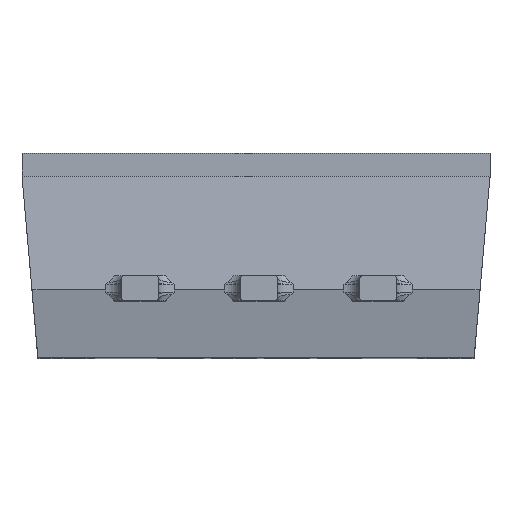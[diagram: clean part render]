
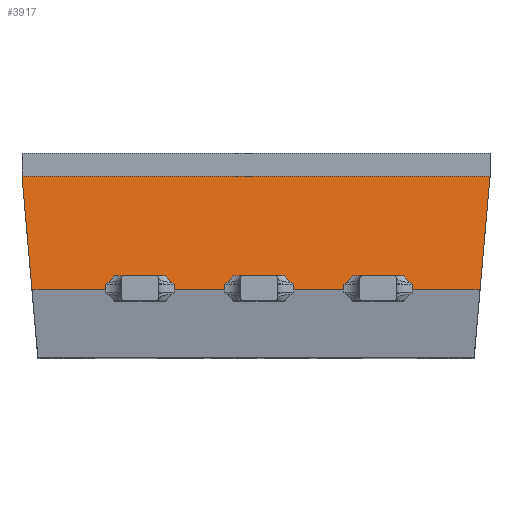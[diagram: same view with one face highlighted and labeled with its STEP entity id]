
A CAD part, top view. The second image highlights one B-rep face of the part: STEP entity #3917.
In plain terms, the highlighted planar face has unit normal (0, 0.119, 0.993).
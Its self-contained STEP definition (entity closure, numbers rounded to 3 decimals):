
#391=PLANE('',#4116);
#561=FACE_OUTER_BOUND('',#790,.T.);
#790=EDGE_LOOP('',(#3323,#3324,#3325,#3326,#3327,#3328,#3329,#3330,#3331,
#3332,#3333,#3334,#3335,#3336,#3337,#3338,#3339,#3340,#3341,#3342,#3343,
#3344));
#1065=LINE('',#7103,#1396);
#1080=LINE('',#7142,#1411);
#1093=LINE('',#7176,#1424);
#1094=LINE('',#7178,#1425);
#1095=LINE('',#7180,#1426);
#1096=LINE('',#7182,#1427);
#1097=LINE('',#7184,#1428);
#1098=LINE('',#7186,#1429);
#1099=LINE('',#7188,#1430);
#1100=LINE('',#7190,#1431);
#1101=LINE('',#7192,#1432);
#1102=LINE('',#7194,#1433);
#1103=LINE('',#7196,#1434);
#1104=LINE('',#7198,#1435);
#1105=LINE('',#7200,#1436);
#1106=LINE('',#7202,#1437);
#1107=LINE('',#7204,#1438);
#1108=LINE('',#7206,#1439);
#1109=LINE('',#7208,#1440);
#1110=LINE('',#7210,#1441);
#1111=LINE('',#7212,#1442);
#1112=LINE('',#7213,#1443);
#1396=VECTOR('',#4554,10.);
#1411=VECTOR('',#4591,10.);
#1424=VECTOR('',#4626,10.);
#1425=VECTOR('',#4627,10.);
#1426=VECTOR('',#4628,10.);
#1427=VECTOR('',#4629,10.);
#1428=VECTOR('',#4630,10.);
#1429=VECTOR('',#4631,10.);
#1430=VECTOR('',#4632,10.);
#1431=VECTOR('',#4633,10.);
#1432=VECTOR('',#4634,10.);
#1433=VECTOR('',#4635,10.);
#1434=VECTOR('',#4636,10.);
#1435=VECTOR('',#4637,10.);
#1436=VECTOR('',#4638,10.);
#1437=VECTOR('',#4639,10.);
#1438=VECTOR('',#4640,10.);
#1439=VECTOR('',#4641,10.);
#1440=VECTOR('',#4642,10.);
#1441=VECTOR('',#4643,10.);
#1442=VECTOR('',#4644,10.);
#1443=VECTOR('',#4645,10.);
#1884=VERTEX_POINT('',#7100);
#1885=VERTEX_POINT('',#7102);
#1897=VERTEX_POINT('',#7139);
#1898=VERTEX_POINT('',#7141);
#1909=VERTEX_POINT('',#7177);
#1910=VERTEX_POINT('',#7179);
#1911=VERTEX_POINT('',#7181);
#1912=VERTEX_POINT('',#7183);
#1913=VERTEX_POINT('',#7185);
#1914=VERTEX_POINT('',#7187);
#1915=VERTEX_POINT('',#7189);
#1916=VERTEX_POINT('',#7191);
#1917=VERTEX_POINT('',#7193);
#1918=VERTEX_POINT('',#7195);
#1919=VERTEX_POINT('',#7197);
#1920=VERTEX_POINT('',#7199);
#1921=VERTEX_POINT('',#7201);
#1922=VERTEX_POINT('',#7203);
#1923=VERTEX_POINT('',#7205);
#1924=VERTEX_POINT('',#7207);
#1925=VERTEX_POINT('',#7209);
#1926=VERTEX_POINT('',#7211);
#2370=EDGE_CURVE('',#1885,#1884,#1065,.T.);
#2390=EDGE_CURVE('',#1898,#1897,#1080,.T.);
#2408=EDGE_CURVE('',#1885,#1897,#1093,.T.);
#2409=EDGE_CURVE('',#1884,#1909,#1094,.T.);
#2410=EDGE_CURVE('',#1910,#1909,#1095,.T.);
#2411=EDGE_CURVE('',#1911,#1910,#1096,.T.);
#2412=EDGE_CURVE('',#1912,#1911,#1097,.T.);
#2413=EDGE_CURVE('',#1913,#1912,#1098,.T.);
#2414=EDGE_CURVE('',#1914,#1913,#1099,.T.);
#2415=EDGE_CURVE('',#1914,#1915,#1100,.T.);
#2416=EDGE_CURVE('',#1916,#1915,#1101,.T.);
#2417=EDGE_CURVE('',#1917,#1916,#1102,.T.);
#2418=EDGE_CURVE('',#1918,#1917,#1103,.T.);
#2419=EDGE_CURVE('',#1919,#1918,#1104,.T.);
#2420=EDGE_CURVE('',#1920,#1919,#1105,.T.);
#2421=EDGE_CURVE('',#1920,#1921,#1106,.T.);
#2422=EDGE_CURVE('',#1922,#1921,#1107,.T.);
#2423=EDGE_CURVE('',#1923,#1922,#1108,.T.);
#2424=EDGE_CURVE('',#1924,#1923,#1109,.T.);
#2425=EDGE_CURVE('',#1925,#1924,#1110,.T.);
#2426=EDGE_CURVE('',#1926,#1925,#1111,.T.);
#2427=EDGE_CURVE('',#1926,#1898,#1112,.T.);
#3323=ORIENTED_EDGE('',*,*,#2390,.T.);
#3324=ORIENTED_EDGE('',*,*,#2408,.F.);
#3325=ORIENTED_EDGE('',*,*,#2370,.T.);
#3326=ORIENTED_EDGE('',*,*,#2409,.T.);
#3327=ORIENTED_EDGE('',*,*,#2410,.F.);
#3328=ORIENTED_EDGE('',*,*,#2411,.F.);
#3329=ORIENTED_EDGE('',*,*,#2412,.F.);
#3330=ORIENTED_EDGE('',*,*,#2413,.F.);
#3331=ORIENTED_EDGE('',*,*,#2414,.F.);
#3332=ORIENTED_EDGE('',*,*,#2415,.T.);
#3333=ORIENTED_EDGE('',*,*,#2416,.F.);
#3334=ORIENTED_EDGE('',*,*,#2417,.F.);
#3335=ORIENTED_EDGE('',*,*,#2418,.F.);
#3336=ORIENTED_EDGE('',*,*,#2419,.F.);
#3337=ORIENTED_EDGE('',*,*,#2420,.F.);
#3338=ORIENTED_EDGE('',*,*,#2421,.T.);
#3339=ORIENTED_EDGE('',*,*,#2422,.F.);
#3340=ORIENTED_EDGE('',*,*,#2423,.F.);
#3341=ORIENTED_EDGE('',*,*,#2424,.F.);
#3342=ORIENTED_EDGE('',*,*,#2425,.F.);
#3343=ORIENTED_EDGE('',*,*,#2426,.F.);
#3344=ORIENTED_EDGE('',*,*,#2427,.T.);
#3917=ADVANCED_FACE('',(#561),#391,.T.);
#4116=AXIS2_PLACEMENT_3D('',#7175,#4624,#4625);
#4554=DIRECTION('',(0.087,-0.989,0.119));
#4591=DIRECTION('',(0.087,0.989,-0.119));
#4624=DIRECTION('center_axis',(0.,0.119,0.993));
#4625=DIRECTION('ref_axis',(0.,0.993,-0.119));
#4626=DIRECTION('',(1.,0.,0.));
#4627=DIRECTION('',(1.,0.,0.));
#4628=DIRECTION('',(0.,-0.993,0.119));
#4629=DIRECTION('',(-0.706,-0.703,0.084));
#4630=DIRECTION('',(-1.,0.,0.));
#4631=DIRECTION('',(-0.705,0.705,-0.085));
#4632=DIRECTION('',(0.,0.993,-0.119));
#4633=DIRECTION('',(1.,0.,0.));
#4634=DIRECTION('',(0.,-0.993,0.119));
#4635=DIRECTION('',(-0.706,-0.703,0.084));
#4636=DIRECTION('',(-1.,0.,0.));
#4637=DIRECTION('',(-0.705,0.705,-0.085));
#4638=DIRECTION('',(0.,0.993,-0.119));
#4639=DIRECTION('',(1.,0.,0.));
#4640=DIRECTION('',(0.,-0.993,0.119));
#4641=DIRECTION('',(-0.706,-0.703,0.084));
#4642=DIRECTION('',(-1.,0.,0.));
#4643=DIRECTION('',(-0.705,0.705,-0.085));
#4644=DIRECTION('',(0.,0.993,-0.119));
#4645=DIRECTION('',(1.,0.,0.));
#7100=CARTESIAN_POINT('',(-4.931,-2.5,9.9));
#7102=CARTESIAN_POINT('',(-5.15,0.,9.6));
#7103=CARTESIAN_POINT('',(-4.913,-2.708,9.925));
#7139=CARTESIAN_POINT('',(5.15,0.,9.6));
#7141=CARTESIAN_POINT('',(4.931,-2.5,9.9));
#7142=CARTESIAN_POINT('',(5.124,-0.295,9.635));
#7175=CARTESIAN_POINT('Origin',(5.15,-2.5,9.9));
#7176=CARTESIAN_POINT('',(5.15,0.,9.6));
#7177=CARTESIAN_POINT('',(-3.303,-2.5,9.9));
#7178=CARTESIAN_POINT('',(5.15,-2.5,9.9));
#7179=CARTESIAN_POINT('',(-3.303,-2.39,9.887));
#7180=CARTESIAN_POINT('',(-3.303,-2.334,9.88));
#7181=CARTESIAN_POINT('',(-3.113,-2.2,9.864));
#7182=CARTESIAN_POINT('',(-1.227,-0.32,9.638));
#7183=CARTESIAN_POINT('',(-1.995,-2.2,9.864));
#7184=CARTESIAN_POINT('',(1.673,-2.2,9.864));
#7185=CARTESIAN_POINT('',(-1.803,-2.392,9.887));
#7186=CARTESIAN_POINT('',(0.046,-4.241,10.109));
#7187=CARTESIAN_POINT('',(-1.803,-2.5,9.9));
#7188=CARTESIAN_POINT('',(-1.803,-2.605,9.913));
#7189=CARTESIAN_POINT('',(-0.683,-2.5,9.9));
#7190=CARTESIAN_POINT('',(5.15,-2.5,9.9));
#7191=CARTESIAN_POINT('',(-0.683,-2.39,9.887));
#7192=CARTESIAN_POINT('',(-0.683,-2.334,9.88));
#7193=CARTESIAN_POINT('',(-0.493,-2.2,9.864));
#7194=CARTESIAN_POINT('',(0.741,-0.971,9.716));
#7195=CARTESIAN_POINT('',(0.625,-2.2,9.864));
#7196=CARTESIAN_POINT('',(2.983,-2.2,9.864));
#7197=CARTESIAN_POINT('',(0.817,-2.392,9.887));
#7198=CARTESIAN_POINT('',(2.015,-3.59,10.031));
#7199=CARTESIAN_POINT('',(0.817,-2.5,9.9));
#7200=CARTESIAN_POINT('',(0.817,-2.605,9.913));
#7201=CARTESIAN_POINT('',(1.937,-2.5,9.9));
#7202=CARTESIAN_POINT('',(5.15,-2.5,9.9));
#7203=CARTESIAN_POINT('',(1.937,-2.39,9.887));
#7204=CARTESIAN_POINT('',(1.937,-2.334,9.88));
#7205=CARTESIAN_POINT('',(2.127,-2.2,9.864));
#7206=CARTESIAN_POINT('',(2.708,-1.621,9.795));
#7207=CARTESIAN_POINT('',(3.245,-2.2,9.864));
#7208=CARTESIAN_POINT('',(4.293,-2.2,9.864));
#7209=CARTESIAN_POINT('',(3.437,-2.392,9.887));
#7210=CARTESIAN_POINT('',(3.985,-2.94,9.953));
#7211=CARTESIAN_POINT('',(3.437,-2.5,9.9));
#7212=CARTESIAN_POINT('',(3.437,-2.605,9.913));
#7213=CARTESIAN_POINT('',(5.15,-2.5,9.9));
